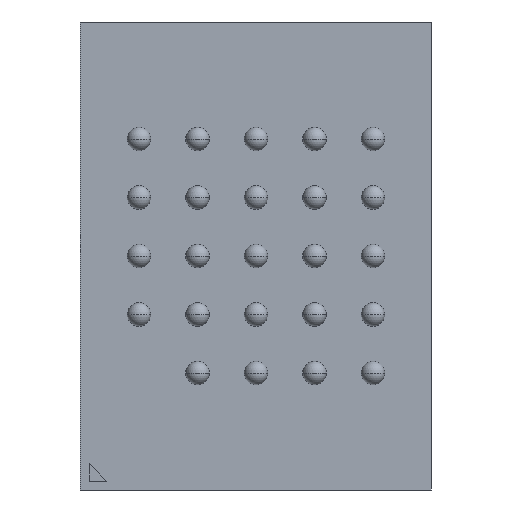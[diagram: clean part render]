
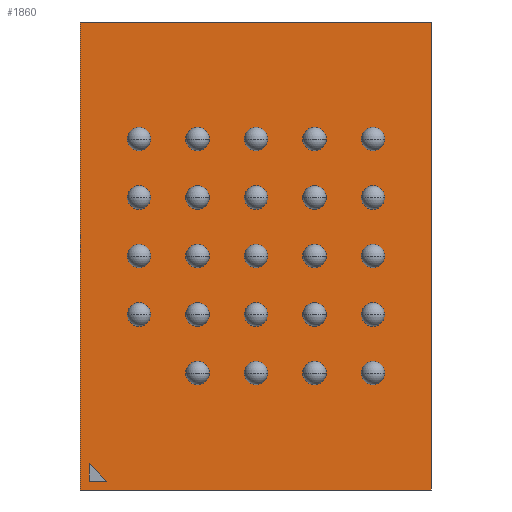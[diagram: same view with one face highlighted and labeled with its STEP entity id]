
A CAD part, front view. The second image highlights one B-rep face of the part: STEP entity #1860.
In plain terms, the highlighted planar face has unit normal (0, -1, 0).
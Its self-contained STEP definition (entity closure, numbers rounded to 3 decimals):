
#57 = VERTEX_POINT ( 'NONE', #2097 ) ;
#154 = EDGE_CURVE ( 'NONE', #705, #57, #2369, .T. ) ;
#245 = AXIS2_PLACEMENT_3D ( 'NONE', #1267, #1054, #2387 ) ;
#426 = CARTESIAN_POINT ( 'NONE',  ( -2.85, 0.2, -3.85 ) ) ;
#472 = ORIENTED_EDGE ( 'NONE', *, *, #1082, .T. ) ;
#511 = ORIENTED_EDGE ( 'NONE', *, *, #2403, .F. ) ;
#617 = CARTESIAN_POINT ( 'NONE',  ( -3., 0.2, 4. ) ) ;
#629 = DIRECTION ( 'NONE',  ( -1., 0., 0. ) ) ;
#650 = ORIENTED_EDGE ( 'NONE', *, *, #1283, .F. ) ;
#705 = VERTEX_POINT ( 'NONE', #945 ) ;
#745 = CARTESIAN_POINT ( 'NONE',  ( -2.55, 0.2, -3.85 ) ) ;
#752 = EDGE_CURVE ( 'NONE', #57, #1999, #1552, .T. ) ;
#782 = DIRECTION ( 'NONE',  ( 0., 0., 1. ) ) ;
#832 = CARTESIAN_POINT ( 'NONE',  ( 3., 0.2, 4. ) ) ;
#885 = VERTEX_POINT ( 'NONE', #1014 ) ;
#944 = CARTESIAN_POINT ( 'NONE',  ( -2.55, 0.2, -3.85 ) ) ;
#945 = CARTESIAN_POINT ( 'NONE',  ( -3., 0.2, -4. ) ) ;
#946 = CARTESIAN_POINT ( 'NONE',  ( -2.85, 0.2, -3.55 ) ) ;
#960 = VECTOR ( 'NONE', #2219, 1000. ) ;
#990 = EDGE_CURVE ( 'NONE', #2073, #1902, #1807, .T. ) ;
#1014 = CARTESIAN_POINT ( 'NONE',  ( -3., 0.2, 4. ) ) ;
#1054 = DIRECTION ( 'NONE',  ( 0., 1., 0. ) ) ;
#1082 = EDGE_CURVE ( 'NONE', #885, #705, #1694, .T. ) ;
#1197 = LINE ( 'NONE', #426, #2343 ) ;
#1216 = DIRECTION ( 'NONE',  ( 1., 0., 0. ) ) ;
#1253 = VECTOR ( 'NONE', #629, 1000. ) ;
#1267 = CARTESIAN_POINT ( 'NONE',  ( 0., 0.2, 0. ) ) ;
#1283 = EDGE_CURVE ( 'NONE', #1902, #2422, #1197, .T. ) ;
#1434 = CARTESIAN_POINT ( 'NONE',  ( -3., 0.2, -4. ) ) ;
#1459 = VECTOR ( 'NONE', #2479, 1000. ) ;
#1552 = LINE ( 'NONE', #832, #1699 ) ;
#1615 = PLANE ( 'NONE',  #245 ) ;
#1661 = CARTESIAN_POINT ( 'NONE',  ( 3., 0.2, 4. ) ) ;
#1693 = ORIENTED_EDGE ( 'NONE', *, *, #154, .T. ) ;
#1694 = LINE ( 'NONE', #2307, #1459 ) ;
#1699 = VECTOR ( 'NONE', #782, 1000. ) ;
#1807 = LINE ( 'NONE', #2024, #960 ) ;
#1860 = ADVANCED_FACE ( 'NONE', ( #2013, #2034 ), #1615, .F. ) ;
#1902 = VERTEX_POINT ( 'NONE', #1929 ) ;
#1906 = ORIENTED_EDGE ( 'NONE', *, *, #752, .T. ) ;
#1912 = EDGE_LOOP ( 'NONE', ( #1972, #511, #650 ) ) ;
#1929 = CARTESIAN_POINT ( 'NONE',  ( -2.85, 0.2, -3.85 ) ) ;
#1972 = ORIENTED_EDGE ( 'NONE', *, *, #990, .F. ) ;
#1999 = VERTEX_POINT ( 'NONE', #1661 ) ;
#2013 = FACE_BOUND ( 'NONE', #1912, .T. ) ;
#2024 = CARTESIAN_POINT ( 'NONE',  ( -2.85, 0.2, -3.55 ) ) ;
#2034 = FACE_OUTER_BOUND ( 'NONE', #2359, .T. ) ;
#2073 = VERTEX_POINT ( 'NONE', #946 ) ;
#2097 = CARTESIAN_POINT ( 'NONE',  ( 3., 0.2, -4. ) ) ;
#2146 = EDGE_CURVE ( 'NONE', #1999, #885, #2390, .T. ) ;
#2169 = VECTOR ( 'NONE', #2278, 1000. ) ;
#2219 = DIRECTION ( 'NONE',  ( 0., 0., -1. ) ) ;
#2278 = DIRECTION ( 'NONE',  ( -0.707, 0., 0.707 ) ) ;
#2307 = CARTESIAN_POINT ( 'NONE',  ( -3., 0.2, 4. ) ) ;
#2318 = DIRECTION ( 'NONE',  ( 1., 0., 0. ) ) ;
#2343 = VECTOR ( 'NONE', #2318, 1000. ) ;
#2348 = ORIENTED_EDGE ( 'NONE', *, *, #2146, .T. ) ;
#2359 = EDGE_LOOP ( 'NONE', ( #1906, #2348, #472, #1693 ) ) ;
#2369 = LINE ( 'NONE', #1434, #2417 ) ;
#2387 = DIRECTION ( 'NONE',  ( 0., 0., 1. ) ) ;
#2390 = LINE ( 'NONE', #617, #1253 ) ;
#2403 = EDGE_CURVE ( 'NONE', #2422, #2073, #2481, .T. ) ;
#2417 = VECTOR ( 'NONE', #1216, 1000. ) ;
#2422 = VERTEX_POINT ( 'NONE', #944 ) ;
#2479 = DIRECTION ( 'NONE',  ( 0., 0., -1. ) ) ;
#2481 = LINE ( 'NONE', #745, #2169 ) ;
